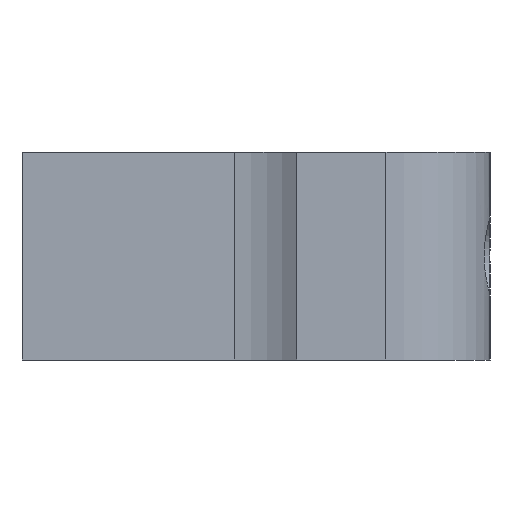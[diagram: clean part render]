
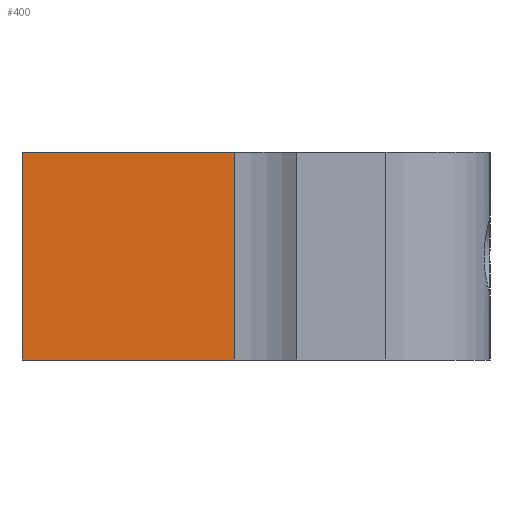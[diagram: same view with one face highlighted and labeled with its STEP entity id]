
A CAD part, left-side view. The second image highlights one B-rep face of the part: STEP entity #400.
In plain terms, the highlighted planar face has unit normal (-1, 0, 0).
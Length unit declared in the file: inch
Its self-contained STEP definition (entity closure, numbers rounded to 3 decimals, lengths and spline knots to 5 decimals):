
#25=PLANE('',#446);
#43=LINE('',#661,#79);
#46=LINE('',#671,#82);
#53=LINE('',#692,#89);
#57=LINE('',#698,#93);
#79=VECTOR('',#504,0.3937);
#82=VECTOR('',#515,0.3937);
#89=VECTOR('',#534,0.125);
#93=VECTOR('',#542,0.3937);
#121=FACE_OUTER_BOUND('',#145,.T.);
#145=EDGE_LOOP('',(#368,#369,#370,#371));
#191=VERTEX_POINT('',#658);
#192=VERTEX_POINT('',#660);
#194=VERTEX_POINT('',#668);
#195=VERTEX_POINT('',#670);
#235=EDGE_CURVE('',#191,#192,#43,.T.);
#240=EDGE_CURVE('',#194,#195,#46,.T.);
#251=EDGE_CURVE('',#192,#194,#53,.T.);
#255=EDGE_CURVE('',#191,#195,#57,.T.);
#368=ORIENTED_EDGE('',*,*,#251,.F.);
#369=ORIENTED_EDGE('',*,*,#235,.F.);
#370=ORIENTED_EDGE('',*,*,#255,.T.);
#371=ORIENTED_EDGE('',*,*,#240,.F.);
#400=ADVANCED_FACE('',(#121),#25,.F.);
#446=AXIS2_PLACEMENT_3D('',#709,#559,#560);
#504=DIRECTION('',(0.,-1.,0.));
#515=DIRECTION('',(0.,1.,0.));
#534=DIRECTION('',(0.,0.,-1.));
#542=DIRECTION('',(0.,0.,-1.));
#559=DIRECTION('center_axis',(1.,0.,0.));
#560=DIRECTION('ref_axis',(0.,0.,-1.));
#658=CARTESIAN_POINT('',(-1.72,0.,0.125));
#660=CARTESIAN_POINT('',(-1.72,-0.255,0.125));
#661=CARTESIAN_POINT('',(-1.72,0.,0.125));
#668=CARTESIAN_POINT('',(-1.72,-0.255,-0.125));
#670=CARTESIAN_POINT('',(-1.72,0.,-0.125));
#671=CARTESIAN_POINT('',(-1.72,0.,-0.125));
#692=CARTESIAN_POINT('',(-1.72,-0.255,0.0625));
#698=CARTESIAN_POINT('',(-1.72,0.,0.0625));
#709=CARTESIAN_POINT('Origin',(-1.72,0.,0.));
